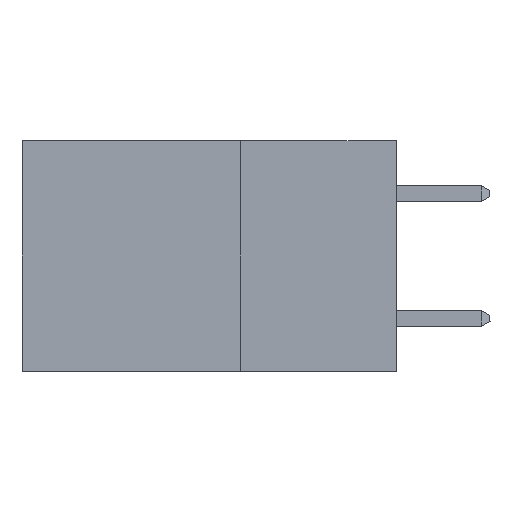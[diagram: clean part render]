
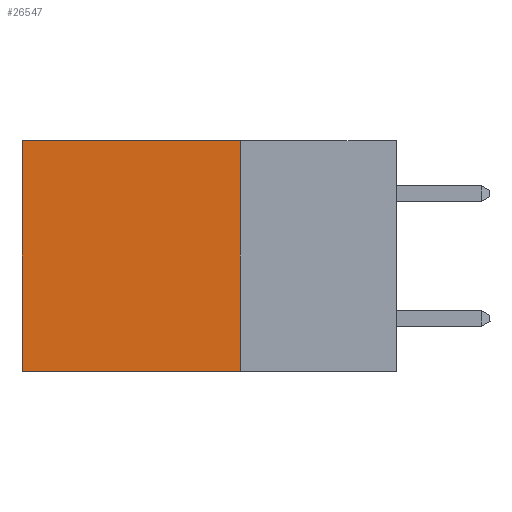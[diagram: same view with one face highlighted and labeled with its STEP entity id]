
A CAD part, left-side view. The second image highlights one B-rep face of the part: STEP entity #26547.
In plain terms, the highlighted planar face has unit normal (-1, 0, 0).
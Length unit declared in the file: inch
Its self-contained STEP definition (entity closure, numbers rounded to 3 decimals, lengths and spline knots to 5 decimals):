
#762 = CARTESIAN_POINT ( 'NONE',  ( 0.298, 0.25, 0. ) ) ;
#2432 = ORIENTED_EDGE ( 'NONE', *, *, #21267, .T. ) ;
#4979 = CARTESIAN_POINT ( 'NONE',  ( 0.298, 0.25, 0. ) ) ;
#6365 = EDGE_CURVE ( 'NONE', #10402, #11195, #20585, .T. ) ;
#6547 = CARTESIAN_POINT ( 'NONE',  ( 0.298, 0.25, 0. ) ) ;
#6662 = CARTESIAN_POINT ( 'NONE',  ( 0.298, 0.6, 0. ) ) ;
#7582 = CARTESIAN_POINT ( 'NONE',  ( 0.298, 0.25, -0.37 ) ) ;
#8263 = CARTESIAN_POINT ( 'NONE',  ( 0.298, 0.25, -0.37 ) ) ;
#10402 = VERTEX_POINT ( 'NONE', #6662 ) ;
#10598 = VECTOR ( 'NONE', #25990, 39.37008 ) ;
#11195 = VERTEX_POINT ( 'NONE', #16752 ) ;
#14358 = VERTEX_POINT ( 'NONE', #7582 ) ;
#15536 = VERTEX_POINT ( 'NONE', #22931 ) ;
#15655 = EDGE_LOOP ( 'NONE', ( #28569, #22231, #22511, #2432 ) ) ;
#16236 = DIRECTION ( 'NONE',  ( 0., 1., 0. ) ) ;
#16752 = CARTESIAN_POINT ( 'NONE',  ( 0.298, 0.6, -0.37 ) ) ;
#16838 = VECTOR ( 'NONE', #18736, 39.37008 ) ;
#17017 = DIRECTION ( 'NONE',  ( 1., 0., 0. ) ) ;
#18100 = VECTOR ( 'NONE', #25298, 39.37008 ) ;
#18736 = DIRECTION ( 'NONE',  ( 0., 1., 0. ) ) ;
#20155 = LINE ( 'NONE', #4979, #10598 ) ;
#20585 = LINE ( 'NONE', #25529, #18100 ) ;
#21267 = EDGE_CURVE ( 'NONE', #15536, #10402, #33894, .T. ) ;
#21514 = EDGE_CURVE ( 'NONE', #15536, #14358, #20155, .T. ) ;
#22231 = ORIENTED_EDGE ( 'NONE', *, *, #32746, .F. ) ;
#22511 = ORIENTED_EDGE ( 'NONE', *, *, #21514, .F. ) ;
#22931 = CARTESIAN_POINT ( 'NONE',  ( 0.298, 0.25, 0. ) ) ;
#24545 = AXIS2_PLACEMENT_3D ( 'NONE', #6547, #17017, #27717 ) ;
#25050 = PLANE ( 'NONE',  #24545 ) ;
#25298 = DIRECTION ( 'NONE',  ( 0., 0., -1. ) ) ;
#25529 = CARTESIAN_POINT ( 'NONE',  ( 0.298, 0.6, 0. ) ) ;
#25990 = DIRECTION ( 'NONE',  ( 0., 0., -1. ) ) ;
#26547 = ADVANCED_FACE ( 'NONE', ( #29136 ), #25050, .F. ) ;
#26821 = VECTOR ( 'NONE', #16236, 39.37008 ) ;
#27231 = LINE ( 'NONE', #8263, #16838 ) ;
#27717 = DIRECTION ( 'NONE',  ( 0., 0., -1. ) ) ;
#28569 = ORIENTED_EDGE ( 'NONE', *, *, #6365, .T. ) ;
#29136 = FACE_OUTER_BOUND ( 'NONE', #15655, .T. ) ;
#32746 = EDGE_CURVE ( 'NONE', #14358, #11195, #27231, .T. ) ;
#33894 = LINE ( 'NONE', #762, #26821 ) ;
